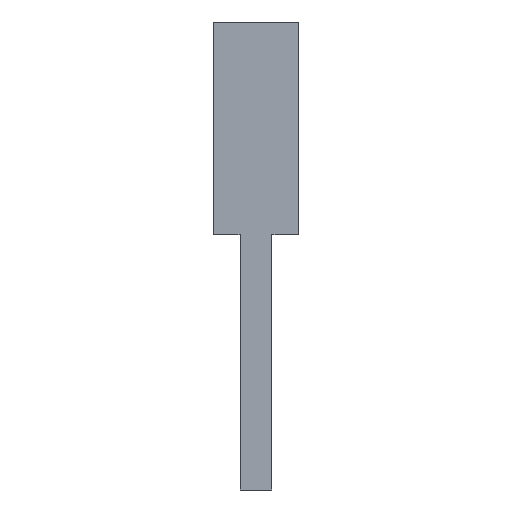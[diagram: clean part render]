
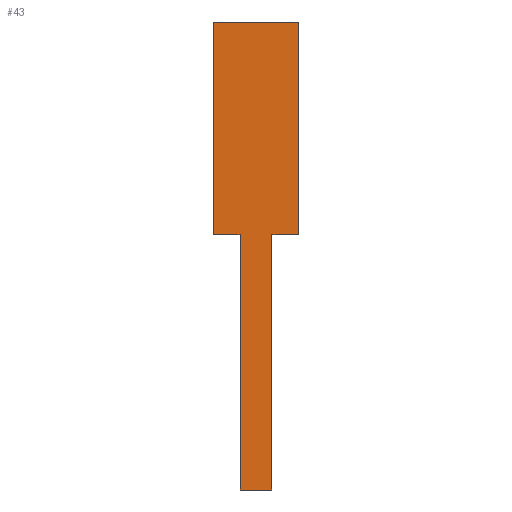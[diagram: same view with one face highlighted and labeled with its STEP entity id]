
A CAD part, left-side view. The second image highlights one B-rep face of the part: STEP entity #43.
In plain terms, the highlighted planar face has unit normal (-1, 0, 0).
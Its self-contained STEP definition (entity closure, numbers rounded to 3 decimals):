
#13 = VERTEX_POINT ( 'NONE', #99 ) ;
#28 = PLANE ( 'NONE',  #170 ) ;
#31 = VERTEX_POINT ( 'NONE', #207 ) ;
#35 = CARTESIAN_POINT ( 'NONE',  ( -6., -0.75, -22. ) ) ;
#36 = DIRECTION ( 'NONE',  ( 0., 1., 0. ) ) ;
#37 = VERTEX_POINT ( 'NONE', #150 ) ;
#38 = CARTESIAN_POINT ( 'NONE',  ( -6., -2., -10. ) ) ;
#39 = VECTOR ( 'NONE', #203, 1000. ) ;
#41 = VERTEX_POINT ( 'NONE', #216 ) ;
#42 = LINE ( 'NONE', #283, #106 ) ;
#43 = ADVANCED_FACE ( 'NONE', ( #122 ), #28, .T. ) ;
#54 = EDGE_CURVE ( 'NONE', #61, #31, #154, .T. ) ;
#58 = ORIENTED_EDGE ( 'NONE', *, *, #209, .F. ) ;
#60 = DIRECTION ( 'NONE',  ( -1., 0., 0. ) ) ;
#61 = VERTEX_POINT ( 'NONE', #88 ) ;
#68 = ORIENTED_EDGE ( 'NONE', *, *, #73, .F. ) ;
#73 = EDGE_CURVE ( 'NONE', #31, #330, #254, .T. ) ;
#78 = CARTESIAN_POINT ( 'NONE',  ( -6., 2., -10. ) ) ;
#81 = ORIENTED_EDGE ( 'NONE', *, *, #250, .F. ) ;
#82 = CARTESIAN_POINT ( 'NONE',  ( -6., -0.75, -10. ) ) ;
#87 = VECTOR ( 'NONE', #189, 1000. ) ;
#88 = CARTESIAN_POINT ( 'NONE',  ( -6., -0.75, -22. ) ) ;
#98 = LINE ( 'NONE', #38, #280 ) ;
#99 = CARTESIAN_POINT ( 'NONE',  ( -6., -2., -10. ) ) ;
#106 = VECTOR ( 'NONE', #255, 1000. ) ;
#116 = LINE ( 'NONE', #153, #39 ) ;
#122 = FACE_OUTER_BOUND ( 'NONE', #202, .T. ) ;
#127 = VECTOR ( 'NONE', #182, 1000. ) ;
#130 = LINE ( 'NONE', #82, #272 ) ;
#136 = ORIENTED_EDGE ( 'NONE', *, *, #281, .F. ) ;
#149 = DIRECTION ( 'NONE',  ( 0., 0., 1. ) ) ;
#150 = CARTESIAN_POINT ( 'NONE',  ( -6., 2., 0. ) ) ;
#153 = CARTESIAN_POINT ( 'NONE',  ( -6., -0.75, -10. ) ) ;
#154 = LINE ( 'NONE', #35, #215 ) ;
#156 = CARTESIAN_POINT ( 'NONE',  ( -6., 0., 0. ) ) ;
#157 = ORIENTED_EDGE ( 'NONE', *, *, #229, .F. ) ;
#158 = EDGE_CURVE ( 'NONE', #190, #13, #98, .T. ) ;
#170 = AXIS2_PLACEMENT_3D ( 'NONE', #156, #60, #236 ) ;
#176 = LINE ( 'NONE', #78, #187 ) ;
#182 = DIRECTION ( 'NONE',  ( 0., -1., 0. ) ) ;
#186 = LINE ( 'NONE', #210, #127 ) ;
#187 = VECTOR ( 'NONE', #149, 1000. ) ;
#189 = DIRECTION ( 'NONE',  ( 0., 0., 1. ) ) ;
#190 = VERTEX_POINT ( 'NONE', #271 ) ;
#191 = CARTESIAN_POINT ( 'NONE',  ( -6., 0.75, -22. ) ) ;
#193 = ORIENTED_EDGE ( 'NONE', *, *, #54, .F. ) ;
#202 = EDGE_LOOP ( 'NONE', ( #58, #157, #332, #68, #193, #136, #81, #208 ) ) ;
#203 = DIRECTION ( 'NONE',  ( 0., 1., 0. ) ) ;
#207 = CARTESIAN_POINT ( 'NONE',  ( -6., 0.75, -22. ) ) ;
#208 = ORIENTED_EDGE ( 'NONE', *, *, #158, .F. ) ;
#209 = EDGE_CURVE ( 'NONE', #37, #190, #186, .T. ) ;
#210 = CARTESIAN_POINT ( 'NONE',  ( -6., 2., 0. ) ) ;
#215 = VECTOR ( 'NONE', #36, 1000. ) ;
#216 = CARTESIAN_POINT ( 'NONE',  ( -6., -0.75, -10. ) ) ;
#229 = EDGE_CURVE ( 'NONE', #239, #37, #176, .T. ) ;
#236 = DIRECTION ( 'NONE',  ( 0., 0., 1. ) ) ;
#239 = VERTEX_POINT ( 'NONE', #333 ) ;
#248 = EDGE_CURVE ( 'NONE', #330, #239, #42, .T. ) ;
#250 = EDGE_CURVE ( 'NONE', #13, #41, #116, .T. ) ;
#254 = LINE ( 'NONE', #191, #87 ) ;
#255 = DIRECTION ( 'NONE',  ( 0., 1., 0. ) ) ;
#271 = CARTESIAN_POINT ( 'NONE',  ( -6., -2., 0. ) ) ;
#272 = VECTOR ( 'NONE', #286, 1000. ) ;
#280 = VECTOR ( 'NONE', #325, 1000. ) ;
#281 = EDGE_CURVE ( 'NONE', #41, #61, #130, .T. ) ;
#283 = CARTESIAN_POINT ( 'NONE',  ( -6., 2., -10. ) ) ;
#286 = DIRECTION ( 'NONE',  ( 0., 0., -1. ) ) ;
#314 = CARTESIAN_POINT ( 'NONE',  ( -6., 0.75, -10. ) ) ;
#325 = DIRECTION ( 'NONE',  ( 0., 0., -1. ) ) ;
#330 = VERTEX_POINT ( 'NONE', #314 ) ;
#332 = ORIENTED_EDGE ( 'NONE', *, *, #248, .F. ) ;
#333 = CARTESIAN_POINT ( 'NONE',  ( -6., 2., -10. ) ) ;
